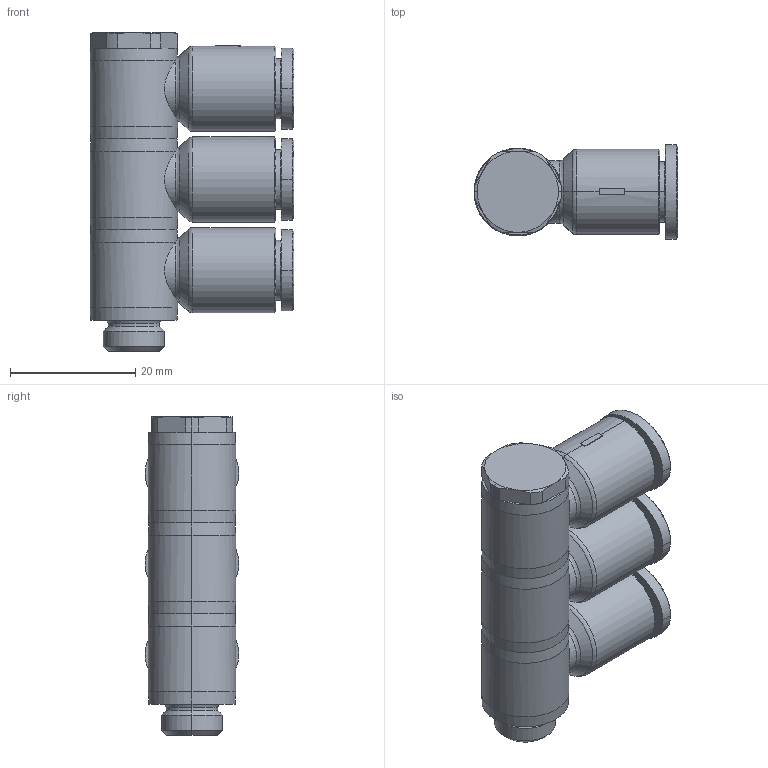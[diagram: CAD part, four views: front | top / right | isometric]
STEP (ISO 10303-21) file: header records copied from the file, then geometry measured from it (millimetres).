
FILE_DESCRIPTION((''),'2;1');
FILE_NAME('GPH_08G01(3)(3D).stp','2012-12-20T18:44:47',(''),(''),'Mechanical Desktop.R8.0.24.0','Mechanical Desktop.R8.0.24.0',', , ');
FILE_SCHEMA(('CONFIG_CONTROL_DESIGN'));
Length unit declared in the file: millimetre
Products named in the file (2): GPH_08G01(3)(3D); 睡ヶ1
Assembly tree (1 placements, depth 2):
  GPH_08G01(3)(3D)
    睡ヶ1
Bounding box: 32.6 x 15 x 51 mm (x, y, z)
Volume: 11069.5 mm3; surface area: 10924.2 mm2
Topology: 1 solids, 1 shells, 1295 faces, 3597 edges, 2363 vertices
Faces by surface type: plane 1049, bspline 93, cylinder 79, cone 68, torus 6
Entity records: 43311 total; most frequent: CARTESIAN_POINT 10144, ORIENTED_EDGE 7190, DIRECTION 6367, EDGE_CURVE 3595, VECTOR 3129, LINE 3129, VERTEX_POINT 2363, AXIS2_PLACEMENT_3D 1619
